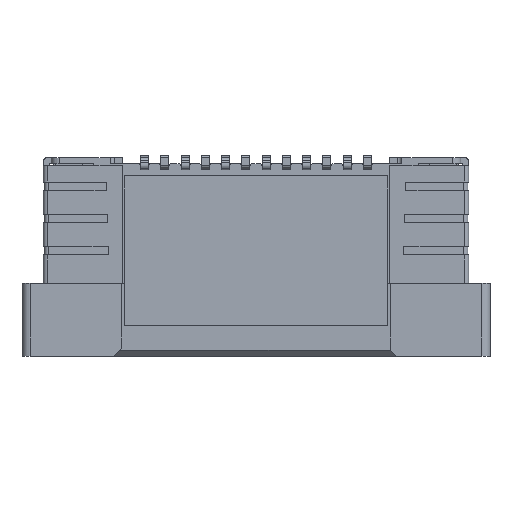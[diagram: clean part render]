
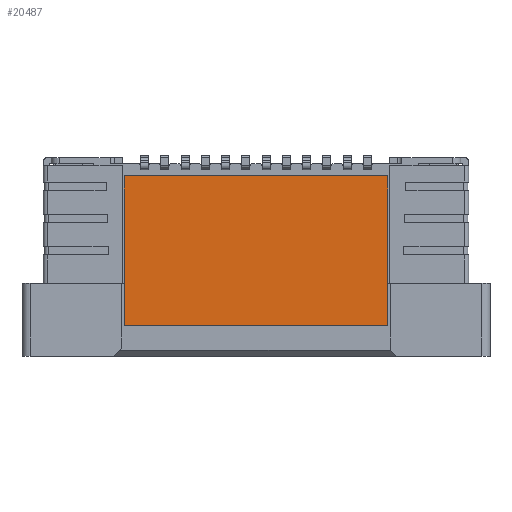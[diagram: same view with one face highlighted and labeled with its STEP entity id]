
A CAD part, top view. The second image highlights one B-rep face of the part: STEP entity #20487.
In plain terms, the highlighted planar face has unit normal (0, 0, 1).
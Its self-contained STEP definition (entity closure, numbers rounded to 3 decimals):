
#7389=DIRECTION('',(0.,-1.,0.));
#7390=VECTOR('',#7389,3.7);
#7391=CARTESIAN_POINT('',(-3.25,1.7,1.));
#7392=LINE('',#7391,#7390);
#7393=DIRECTION('',(0.,1.,0.));
#7394=VECTOR('',#7393,3.7);
#7395=CARTESIAN_POINT('',(3.25,-2.,1.));
#7396=LINE('',#7395,#7394);
#7397=DIRECTION('',(-1.,0.,0.));
#7398=VECTOR('',#7397,6.5);
#7399=CARTESIAN_POINT('',(3.25,1.7,1.));
#7400=LINE('',#7399,#7398);
#7437=DIRECTION('',(-1.,0.,0.));
#7438=VECTOR('',#7437,6.5);
#7439=CARTESIAN_POINT('',(3.25,-2.,1.));
#7440=LINE('',#7439,#7438);
#9525=CARTESIAN_POINT('',(3.25,-2.,1.));
#9526=VERTEX_POINT('',#9525);
#9527=CARTESIAN_POINT('',(3.25,1.7,1.));
#9528=VERTEX_POINT('',#9527);
#9543=CARTESIAN_POINT('',(-3.25,1.7,1.));
#9544=CARTESIAN_POINT('',(-3.25,-2.,1.));
#9545=VERTEX_POINT('',#9543);
#9546=VERTEX_POINT('',#9544);
#20473=CARTESIAN_POINT('',(0.,-0.15,1.));
#20474=DIRECTION('',(0.,0.,1.));
#20475=DIRECTION('',(1.,0.,0.));
#20476=AXIS2_PLACEMENT_3D('',#20473,#20474,#20475);
#20477=PLANE('',#20476);
#20478=ORIENTED_EDGE('',*,*,#20459,.F.);
#20480=ORIENTED_EDGE('',*,*,#20479,.F.);
#20482=ORIENTED_EDGE('',*,*,#20481,.F.);
#20484=ORIENTED_EDGE('',*,*,#20483,.T.);
#20485=EDGE_LOOP('',(#20478,#20480,#20482,#20484));
#20486=FACE_OUTER_BOUND('',#20485,.F.);
#20459=EDGE_CURVE('',#9545,#9546,#7392,.T.);
#20479=EDGE_CURVE('',#9528,#9545,#7400,.T.);
#20481=EDGE_CURVE('',#9526,#9528,#7396,.T.);
#20483=EDGE_CURVE('',#9526,#9546,#7440,.T.);
#20487=ADVANCED_FACE('',(#20486),#20477,.T.);
